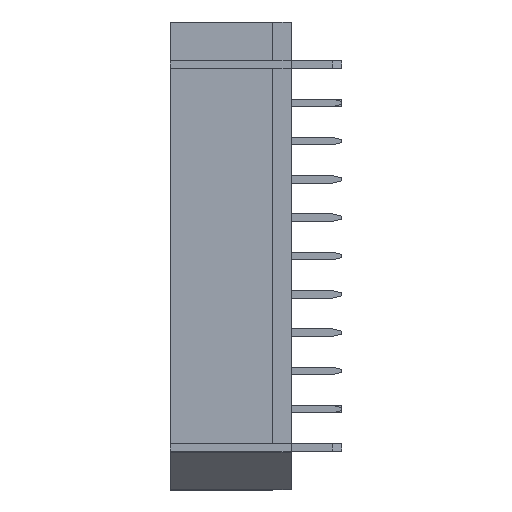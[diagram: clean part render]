
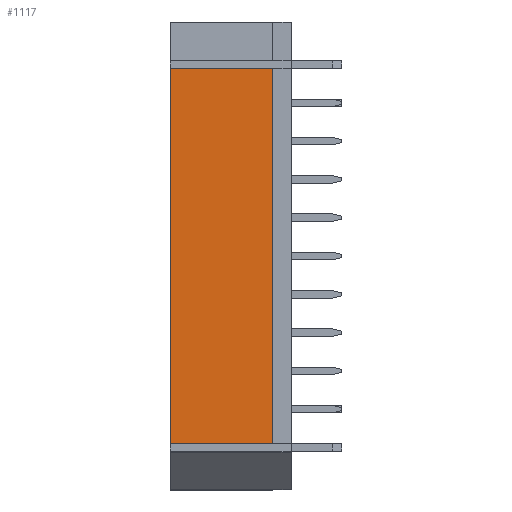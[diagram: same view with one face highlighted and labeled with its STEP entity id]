
A CAD part, left-side view. The second image highlights one B-rep face of the part: STEP entity #1117.
In plain terms, the highlighted planar face has unit normal (-1, 0, 0).
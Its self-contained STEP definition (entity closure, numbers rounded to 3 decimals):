
#1117=ADVANCED_FACE('NONE',(#3128),#3129,.F.);
#3128=FACE_OUTER_BOUND('',#6093,.T.);
#3129=PLANE('',#6094);
#6093=EDGE_LOOP('',(#12613,#12614,#12615,#12616));
#6094=AXIS2_PLACEMENT_3D('',#12617,#12618,#12619);
#12613=ORIENTED_EDGE('',*,*,#22359,.F.);
#12614=ORIENTED_EDGE('',*,*,#22360,.F.);
#12615=ORIENTED_EDGE('',*,*,#22361,.T.);
#12616=ORIENTED_EDGE('',*,*,#21738,.F.);
#12617=CARTESIAN_POINT('',(-15.525,8.0,15.525));
#12618=DIRECTION('',(1.0,-0.0,0.0));
#12619=DIRECTION('',(0.0,1.0,-0.0));
#21738=EDGE_CURVE('NONE',#26677,#26679,#26680,.T.);
#22359=EDGE_CURVE('NONE',#27911,#26677,#27912,.T.);
#22360=EDGE_CURVE('NONE',#27913,#27911,#27914,.T.);
#22361=EDGE_CURVE('NONE',#27913,#26679,#27915,.T.);
#26677=VERTEX_POINT('NONE',#34398);
#26679=VERTEX_POINT('NONE',#34401);
#26680=LINE('',#34402,#34403);
#27911=VERTEX_POINT('NONE',#36250);
#27912=LINE('',#36251,#36252);
#27913=VERTEX_POINT('NONE',#36253);
#27914=LINE('',#36254,#36255);
#27915=LINE('',#36256,#36257);
#34398=CARTESIAN_POINT('',(-15.525,8.0,-12.45));
#34401=CARTESIAN_POINT('',(-15.525,8.,12.45));
#34402=CARTESIAN_POINT('',(-15.525,8.0,15.525));
#34403=VECTOR('',#43354,1000.0);
#36250=CARTESIAN_POINT('',(-15.525,1.2,-12.45));
#36251=CARTESIAN_POINT('',(-15.525,0.,-12.45));
#36252=VECTOR('',#43983,1000.0);
#36253=CARTESIAN_POINT('',(-15.525,1.2,12.45));
#36254=CARTESIAN_POINT('',(-15.525,1.2,-15.525));
#36255=VECTOR('',#43984,1000.0);
#36256=CARTESIAN_POINT('',(-15.525,0.,12.45));
#36257=VECTOR('',#43985,1000.0);
#43354=DIRECTION('',(-0.0,-0.0,1.0));
#43983=DIRECTION('',(0.,1.0,0.));
#43984=DIRECTION('',(0.,0.,-1.0));
#43985=DIRECTION('',(0.,1.0,0.));
